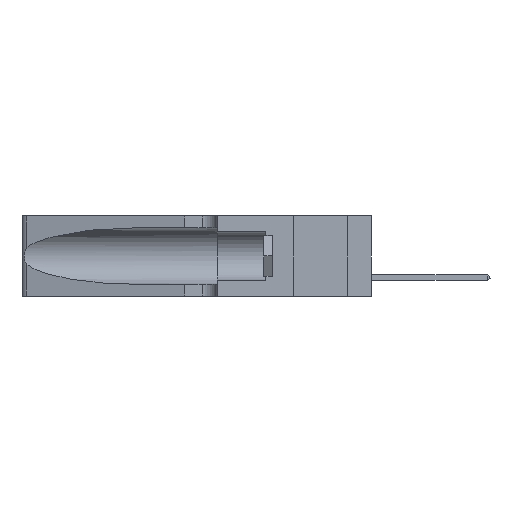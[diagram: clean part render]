
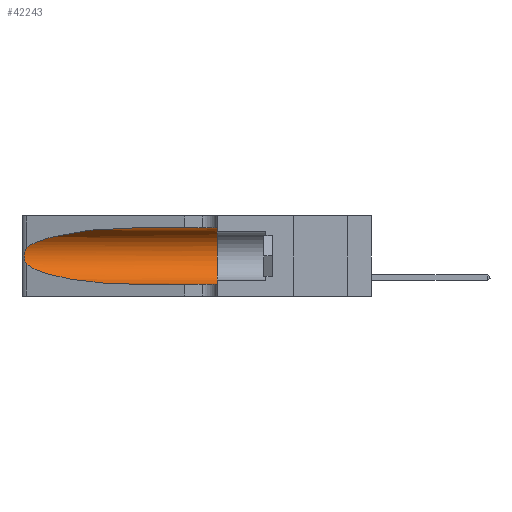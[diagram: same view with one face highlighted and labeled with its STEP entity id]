
A CAD part, left-side view. The second image highlights one B-rep face of the part: STEP entity #42243.
In plain terms, the highlighted cylindrical face has radius 3.308 mm (diameter 6.617 mm), a partial arc.
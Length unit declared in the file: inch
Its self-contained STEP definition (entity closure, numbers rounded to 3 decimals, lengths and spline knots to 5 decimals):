
#222 = DIRECTION ( 'NONE',  ( 0., -1., 0. ) ) ;
#2123 = CARTESIAN_POINT ( 'NONE',  ( 0.25555, 1.22994, 0.2215 ) ) ;
#2285 = CARTESIAN_POINT ( 'NONE',  ( 0.26017, 1.23833, 0.17102 ) ) ;
#3069 = DIRECTION ( 'NONE',  ( 0., 0., -1. ) ) ;
#3790 = ORIENTED_EDGE ( 'NONE', *, *, #19681, .T. ) ;
#4697 = EDGE_CURVE ( 'NONE', #30550, #11225, #40691, .T. ) ;
#5622 = CARTESIAN_POINT ( 'NONE',  ( 0.26075, 1.23896, 0.178 ) ) ;
#5785 = CARTESIAN_POINT ( 'NONE',  ( 0.26018, 1.23835, 0.19895 ) ) ;
#5837 = CARTESIAN_POINT ( 'NONE',  ( 0.1305, 0.35, 0.05475 ) ) ;
#6038 = DIRECTION ( 'NONE',  ( 0., 1., 0. ) ) ;
#6720 = ORIENTED_EDGE ( 'NONE', *, *, #30411, .F. ) ;
#6728 = CARTESIAN_POINT ( 'NONE',  ( 0.2373, 1.15595, 0.28018 ) ) ;
#9403 = CARTESIAN_POINT ( 'NONE',  ( 0.25639, 1.23186, 0.15144 ) ) ;
#9555 = CARTESIAN_POINT ( 'NONE',  ( 0.25789, 1.23486, 0.15765 ) ) ;
#11176 = CARTESIAN_POINT ( 'NONE',  ( 0.25487, 1.22718, 0.14631 ) ) ;
#11225 = VERTEX_POINT ( 'NONE', #31509 ) ;
#13010 = DIRECTION ( 'NONE',  ( 0., 0., 1. ) ) ;
#13231 = CARTESIAN_POINT ( 'NONE',  ( 0.25555, 1.22993, 0.14849 ) ) ;
#14190 = CARTESIAN_POINT ( 'NONE',  ( 0.1305, 0.72297, 0.31525 ) ) ;
#14877 = LINE ( 'NONE', #44922, #38730 ) ;
#16206 = CARTESIAN_POINT ( 'NONE',  ( 0.1305, 0.72297, 0.31525 ) ) ;
#16885 = CARTESIAN_POINT ( 'NONE',  ( 0.25639, 1.23184, 0.21858 ) ) ;
#17075 = CIRCLE ( 'NONE', #29573, 0.13025 ) ;
#17363 = CARTESIAN_POINT ( 'NONE',  ( 0.1305, 1.61858, 0.185 ) ) ;
#18102 = VERTEX_POINT ( 'NONE', #28484 ) ;
#18416 = ORIENTED_EDGE ( 'NONE', *, *, #36575, .T. ) ;
#19681 = EDGE_CURVE ( 'NONE', #34861, #23377, #44134, .T. ) ;
#19889 = CARTESIAN_POINT ( 'NONE',  ( 0.1305, 0.72297, 0.05475 ) ) ;
#20491 = CARTESIAN_POINT ( 'NONE',  ( 0.1305, 0.35, 0.185 ) ) ;
#21223 = VERTEX_POINT ( 'NONE', #5837 ) ;
#21440 = ORIENTED_EDGE ( 'NONE', *, *, #43892, .T. ) ;
#23377 = VERTEX_POINT ( 'NONE', #45091 ) ;
#23684 = CARTESIAN_POINT ( 'NONE',  ( 0.25854, 1.2359, 0.20912 ) ) ;
#24373 = AXIS2_PLACEMENT_3D ( 'NONE', #17363, #42840, #3069 ) ;
#27330 = CARTESIAN_POINT ( 'NONE',  ( 0.25787, 1.23484, 0.2124 ) ) ;
#27841 = ORIENTED_EDGE ( 'NONE', *, *, #4697, .F. ) ;
#27901 = FACE_OUTER_BOUND ( 'NONE', #44548, .T. ) ;
#28337 = VECTOR ( 'NONE', #222, 39.37008 ) ;
#28484 = CARTESIAN_POINT ( 'NONE',  ( 0.25487, 1.22718, 0.22369 ) ) ;
#29313 = CARTESIAN_POINT ( 'NONE',  ( 0.18966, 0.96281, 0.05475 ) ) ;
#29573 = AXIS2_PLACEMENT_3D ( 'NONE', #20491, #6038, #13010 ) ;
#30411 = EDGE_CURVE ( 'NONE', #11225, #21223, #17075, .T. ) ;
#30550 = VERTEX_POINT ( 'NONE', #16206 ) ;
#31137 = CARTESIAN_POINT ( 'NONE',  ( 0.25856, 1.23593, 0.16098 ) ) ;
#31463 = CARTESIAN_POINT ( 'NONE',  ( 0.25487, 1.22718, 0.22369 ) ) ;
#31509 = CARTESIAN_POINT ( 'NONE',  ( 0.1305, 0.35, 0.31525 ) ) ;
#32237 = ORIENTED_EDGE ( 'NONE', *, *, #43794, .T. ) ;
#32628 = B_SPLINE_CURVE_WITH_KNOTS ( 'NONE', 3,
 ( #31463, #2123, #16885, #27330, #23684, #5785, #35100, #5622, #2285, #31137, #9555, #9403, #13231, #38587 ),
 .UNSPECIFIED., .F., .F.,
 ( 4, 2, 2, 2, 2, 2, 4 ),
 ( 0., 0.00027, 0.00053, 0.00107, 0.0016, 0.00187, 0.00214 ),
 .UNSPECIFIED. ) ;
#33280 = CARTESIAN_POINT ( 'NONE',  ( 0.1305, 1.61858, 0.31525 ) ) ;
#33671 = CARTESIAN_POINT ( 'NONE',  ( 0.2373, 1.15595, 0.08982 ) ) ;
#34861 = VERTEX_POINT ( 'NONE', #45252 ) ;
#35100 = CARTESIAN_POINT ( 'NONE',  ( 0.26075, 1.23896, 0.19203 ) ) ;
#35410 = CARTESIAN_POINT ( 'NONE',  ( 0.18966, 0.96281, 0.31525 ) ) ;
#36102 =( BOUNDED_CURVE ( )  B_SPLINE_CURVE ( 3, ( #14190, #35410, #6728, #43007 ),
 .UNSPECIFIED., .F., .F. ) 
 B_SPLINE_CURVE_WITH_KNOTS ( ( 4, 4 ),
 ( 1.5708, 2.84003 ),
 .UNSPECIFIED. ) 
 CURVE ( )  GEOMETRIC_REPRESENTATION_ITEM ( )  RATIONAL_B_SPLINE_CURVE ( ( 1., 0.87, 0.87, 1. ) ) 
 REPRESENTATION_ITEM ( '' )  );
#36575 = EDGE_CURVE ( 'NONE', #23377, #21223, #14877, .T. ) ;
#38587 = CARTESIAN_POINT ( 'NONE',  ( 0.25487, 1.22718, 0.14631 ) ) ;
#38730 = VECTOR ( 'NONE', #44277, 39.37008 ) ;
#40295 = CYLINDRICAL_SURFACE ( 'NONE', #24373, 0.13025 ) ;
#40691 = LINE ( 'NONE', #33280, #28337 ) ;
#42243 = ADVANCED_FACE ( 'NONE', ( #27901 ), #40295, .F. ) ;
#42840 = DIRECTION ( 'NONE',  ( 0., -1., 0. ) ) ;
#43007 = CARTESIAN_POINT ( 'NONE',  ( 0.25487, 1.22718, 0.22369 ) ) ;
#43794 = EDGE_CURVE ( 'NONE', #18102, #34861, #32628, .T. ) ;
#43892 = EDGE_CURVE ( 'NONE', #30550, #18102, #36102, .T. ) ;
#44134 =( BOUNDED_CURVE ( )  B_SPLINE_CURVE ( 3, ( #11176, #33671, #29313, #19889 ),
 .UNSPECIFIED., .F., .F. ) 
 B_SPLINE_CURVE_WITH_KNOTS ( ( 4, 4 ),
 ( 3.44316, 4.71239 ),
 .UNSPECIFIED. ) 
 CURVE ( )  GEOMETRIC_REPRESENTATION_ITEM ( )  RATIONAL_B_SPLINE_CURVE ( ( 1., 0.87, 0.87, 1. ) ) 
 REPRESENTATION_ITEM ( '' )  );
#44277 = DIRECTION ( 'NONE',  ( 0., -1., 0. ) ) ;
#44548 = EDGE_LOOP ( 'NONE', ( #21440, #32237, #3790, #18416, #6720, #27841 ) ) ;
#44922 = CARTESIAN_POINT ( 'NONE',  ( 0.1305, 1.61858, 0.05475 ) ) ;
#45091 = CARTESIAN_POINT ( 'NONE',  ( 0.1305, 0.72297, 0.05475 ) ) ;
#45252 = CARTESIAN_POINT ( 'NONE',  ( 0.25487, 1.22718, 0.14631 ) ) ;
